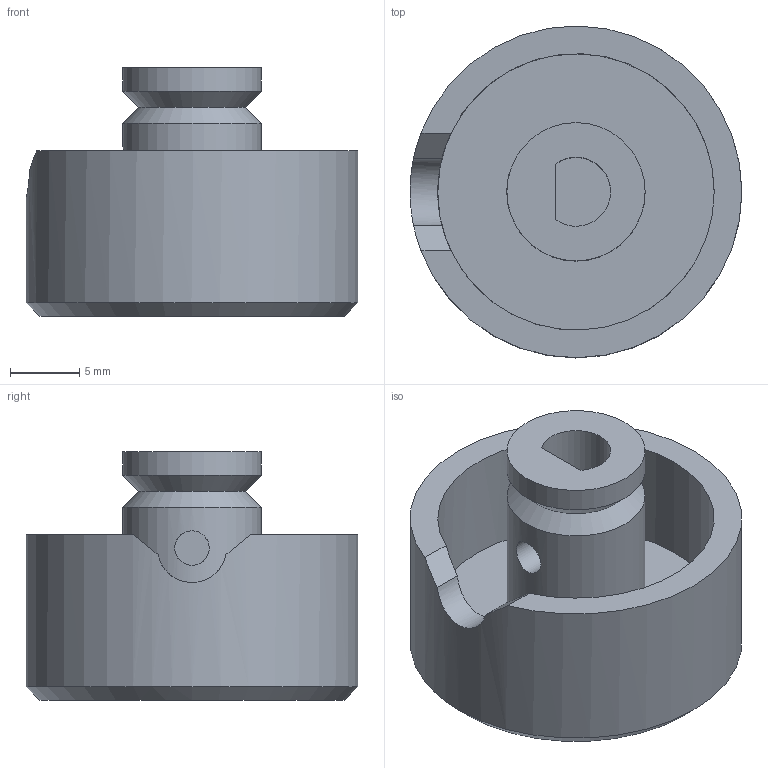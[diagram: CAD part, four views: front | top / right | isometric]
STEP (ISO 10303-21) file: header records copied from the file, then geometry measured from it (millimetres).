
FILE_DESCRIPTION(/* description */ (''),/* implementation_level */ '2;1');
FILE_NAME(/* name */ 'filmDigitizer_135_filmCarrier_shaftKnob',/* time_stamp */ '2023-12-07T09:06:28-05:00',/* author */ ('George Moua'),/* organization */ ('Archive 663'),/* preprocessor_version */ 'ST-DEVELOPER v16.7',/* originating_system */ 'Solid Edge',/* authorisation */ 'Unknown');
FILE_SCHEMA (('AUTOMOTIVE_DESIGN {1 0 10303 214 3 1 1}'));
Length unit declared in the file: millimetre
Products named in the file (2): filmDigitizer_135_filmCarrier; filmDigitizer_135_filmCarrier_shaftKnob
Assembly tree (1 placements, depth 2):
  filmDigitizer_135_filmCarrier
    filmDigitizer_135_filmCarrier_shaftKnob
Bounding box: 24 x 24 x 18 mm (x, y, z)
Volume: 3635.1 mm3; surface area: 2948.9 mm2
Topology: 1 solids, 1 shells, 19 faces, 42 edges, 28 vertices
Faces by surface type: plane 9, cylinder 7, cone 3
Full cylindrical faces by diameter (mm): 2.5 x1, 10 x2, 20 x1, 24 x1
Entity records: 504 total; most frequent: CARTESIAN_POINT 93, DIRECTION 84, ORIENTED_EDGE 56, AXIS2_PLACEMENT_3D 38, EDGE_LOOP 30, FACE_BOUND 30, EDGE_CURVE 28, VERTEX_POINT 22
